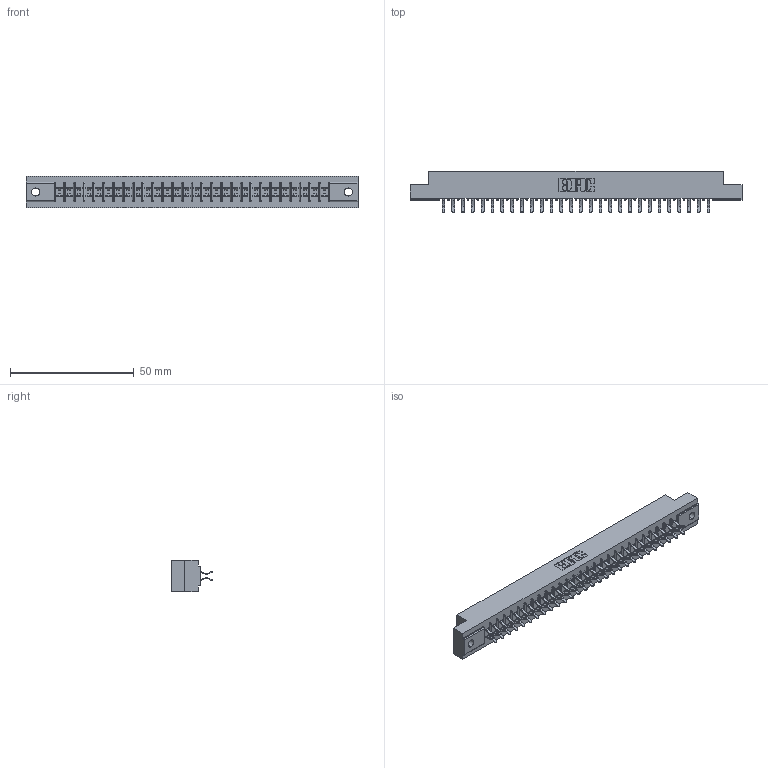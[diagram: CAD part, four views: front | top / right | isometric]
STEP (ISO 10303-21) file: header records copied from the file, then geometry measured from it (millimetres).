
FILE_DESCRIPTION (( 'STEP AP203' ), '1' );
FILE_NAME ('355-056-556-502.STEP', '2019-09-12T13:02:58', ( '' ), ( '' ), 'SwSTEP 2.0', 'SolidWorks 2016', '' );
FILE_SCHEMA (( 'CONFIG_CONTROL_DESIGN' ));
Length unit declared in the file: inch
Products named in the file (3): 305-290-001_556; 355-056-556-502; 305 Part_.128 Dia
Assembly tree (57 placements, depth 2):
  355-056-556-502
    305 Part_.128 Dia
    305-290-001_556  x56
Bounding box: 133.96 x 16.64 x 12.7 mm (x, y, z)
Volume: 13457.6 mm3; surface area: 17170.6 mm2
Topology: 57 solids, 57 shells, 3252 faces, 9360 edges, 6088 vertices
Faces by surface type: plane 1804, cylinder 1336, sphere 112
Entity records: 32245 total; most frequent: CARTESIAN_POINT 5338, ORIENTED_EDGE 5296, DIRECTION 5178, EDGE_CURVE 2648, LINE 2122, VECTOR 2122, VERTEX_POINT 1688, AXIS2_PLACEMENT_3D 1528
